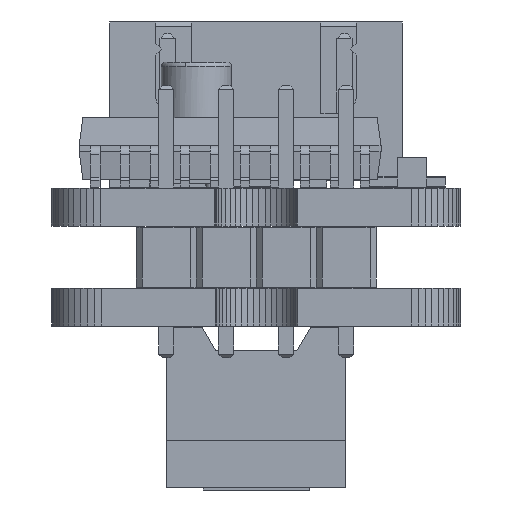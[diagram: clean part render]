
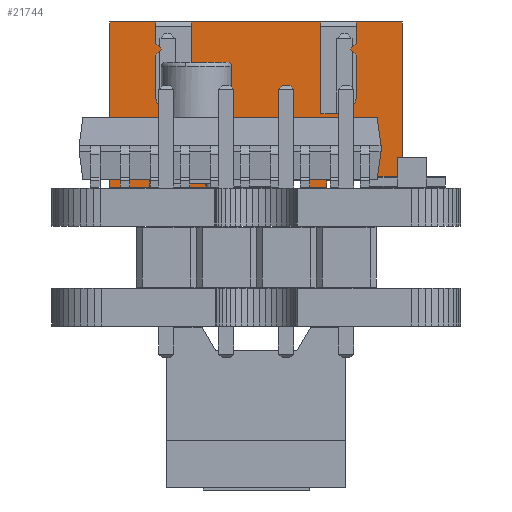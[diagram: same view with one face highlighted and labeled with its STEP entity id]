
A CAD part, left-side view. The second image highlights one B-rep face of the part: STEP entity #21744.
In plain terms, the highlighted face is planar.
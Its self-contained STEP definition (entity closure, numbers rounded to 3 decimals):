
#597=PLANE('',#23360);
#1748=FACE_OUTER_BOUND('',#2962,.T.);
#2962=EDGE_LOOP('',(#16624,#16625,#16626,#16627,#16628,#16629,#16630,#16631,
#16632,#16633,#16634,#16635,#16636,#16637,#16638,#16639,#16640,#16641,#16642,
#16643,#16644,#16645,#16646,#16647,#16648,#16649,#16650,#16651,#16652,#16653,
#16654,#16655,#16656,#16657,#16658,#16659));
#4146=CIRCLE('',#23361,0.75);
#4147=CIRCLE('',#23362,0.75);
#4999=LINE('',#32412,#7675);
#5023=LINE('',#32461,#7699);
#5035=LINE('',#32489,#7711);
#5057=LINE('',#32535,#7733);
#5058=LINE('',#32538,#7734);
#5059=LINE('',#32540,#7735);
#5060=LINE('',#32542,#7736);
#5061=LINE('',#32544,#7737);
#5062=LINE('',#32546,#7738);
#5063=LINE('',#32548,#7739);
#5064=LINE('',#32550,#7740);
#5065=LINE('',#32552,#7741);
#5066=LINE('',#32554,#7742);
#5067=LINE('',#32556,#7743);
#5068=LINE('',#32558,#7744);
#5069=LINE('',#32560,#7745);
#5070=LINE('',#32562,#7746);
#5071=LINE('',#32564,#7747);
#5072=LINE('',#32566,#7748);
#5073=LINE('',#32567,#7749);
#5074=LINE('',#32569,#7750);
#5075=LINE('',#32571,#7751);
#5076=LINE('',#32573,#7752);
#5077=LINE('',#32575,#7753);
#5078=LINE('',#32579,#7754);
#5079=LINE('',#32581,#7755);
#5080=LINE('',#32583,#7756);
#5081=LINE('',#32585,#7757);
#5082=LINE('',#32587,#7758);
#5083=LINE('',#32591,#7759);
#5084=LINE('',#32593,#7760);
#5085=LINE('',#32595,#7761);
#5086=LINE('',#32597,#7762);
#5087=LINE('',#32598,#7763);
#7675=VECTOR('',#26276,1.);
#7699=VECTOR('',#26308,1.);
#7711=VECTOR('',#26332,1.);
#7733=VECTOR('',#26364,1.);
#7734=VECTOR('',#26367,1.);
#7735=VECTOR('',#26368,1.);
#7736=VECTOR('',#26369,1.);
#7737=VECTOR('',#26370,1.);
#7738=VECTOR('',#26371,1.);
#7739=VECTOR('',#26372,1.);
#7740=VECTOR('',#26373,1.);
#7741=VECTOR('',#26374,1.);
#7742=VECTOR('',#26375,1.);
#7743=VECTOR('',#26376,1.);
#7744=VECTOR('',#26377,1.);
#7745=VECTOR('',#26378,1.);
#7746=VECTOR('',#26379,1.);
#7747=VECTOR('',#26380,1.);
#7748=VECTOR('',#26381,1.);
#7749=VECTOR('',#26382,1.);
#7750=VECTOR('',#26383,1.);
#7751=VECTOR('',#26384,1.);
#7752=VECTOR('',#26385,1.);
#7753=VECTOR('',#26386,1.);
#7754=VECTOR('',#26389,1.);
#7755=VECTOR('',#26390,1.);
#7756=VECTOR('',#26391,1.);
#7757=VECTOR('',#26392,1.);
#7758=VECTOR('',#26393,1.);
#7759=VECTOR('',#26396,1.);
#7760=VECTOR('',#26397,1.);
#7761=VECTOR('',#26398,1.);
#7762=VECTOR('',#26399,1.);
#7763=VECTOR('',#26400,1.);
#10260=VERTEX_POINT('',#32400);
#10265=VERTEX_POINT('',#32410);
#10285=VERTEX_POINT('',#32458);
#10286=VERTEX_POINT('',#32460);
#10296=VERTEX_POINT('',#32488);
#10315=VERTEX_POINT('',#32533);
#10316=VERTEX_POINT('',#32537);
#10317=VERTEX_POINT('',#32539);
#10318=VERTEX_POINT('',#32541);
#10319=VERTEX_POINT('',#32543);
#10320=VERTEX_POINT('',#32545);
#10321=VERTEX_POINT('',#32547);
#10322=VERTEX_POINT('',#32549);
#10323=VERTEX_POINT('',#32551);
#10324=VERTEX_POINT('',#32553);
#10325=VERTEX_POINT('',#32555);
#10326=VERTEX_POINT('',#32557);
#10327=VERTEX_POINT('',#32559);
#10328=VERTEX_POINT('',#32561);
#10329=VERTEX_POINT('',#32563);
#10330=VERTEX_POINT('',#32565);
#10331=VERTEX_POINT('',#32568);
#10332=VERTEX_POINT('',#32570);
#10333=VERTEX_POINT('',#32572);
#10334=VERTEX_POINT('',#32574);
#10335=VERTEX_POINT('',#32576);
#10336=VERTEX_POINT('',#32578);
#10337=VERTEX_POINT('',#32580);
#10338=VERTEX_POINT('',#32582);
#10339=VERTEX_POINT('',#32584);
#10340=VERTEX_POINT('',#32586);
#10341=VERTEX_POINT('',#32588);
#10342=VERTEX_POINT('',#32590);
#10343=VERTEX_POINT('',#32592);
#10344=VERTEX_POINT('',#32594);
#10345=VERTEX_POINT('',#32596);
#12568=EDGE_CURVE('',#10260,#10265,#4999,.T.);
#12592=EDGE_CURVE('',#10285,#10286,#5023,.T.);
#12606=EDGE_CURVE('',#10296,#10260,#5035,.T.);
#12630=EDGE_CURVE('',#10315,#10265,#5057,.T.);
#12631=EDGE_CURVE('',#10285,#10316,#5058,.T.);
#12632=EDGE_CURVE('',#10316,#10317,#5059,.T.);
#12633=EDGE_CURVE('',#10317,#10318,#5060,.T.);
#12634=EDGE_CURVE('',#10319,#10318,#5061,.T.);
#12635=EDGE_CURVE('',#10319,#10320,#5062,.T.);
#12636=EDGE_CURVE('',#10320,#10321,#5063,.T.);
#12637=EDGE_CURVE('',#10321,#10322,#5064,.T.);
#12638=EDGE_CURVE('',#10323,#10322,#5065,.T.);
#12639=EDGE_CURVE('',#10323,#10324,#5066,.T.);
#12640=EDGE_CURVE('',#10324,#10325,#5067,.T.);
#12641=EDGE_CURVE('',#10325,#10326,#5068,.T.);
#12642=EDGE_CURVE('',#10327,#10326,#5069,.T.);
#12643=EDGE_CURVE('',#10327,#10328,#5070,.T.);
#12644=EDGE_CURVE('',#10328,#10329,#5071,.T.);
#12645=EDGE_CURVE('',#10329,#10330,#5072,.T.);
#12646=EDGE_CURVE('',#10296,#10330,#5073,.T.);
#12647=EDGE_CURVE('',#10331,#10315,#5074,.T.);
#12648=EDGE_CURVE('',#10332,#10331,#5075,.T.);
#12649=EDGE_CURVE('',#10333,#10332,#5076,.T.);
#12650=EDGE_CURVE('',#10334,#10333,#5077,.T.);
#12651=EDGE_CURVE('',#10335,#10334,#4146,.T.);
#12652=EDGE_CURVE('',#10336,#10335,#5078,.T.);
#12653=EDGE_CURVE('',#10337,#10336,#5079,.T.);
#12654=EDGE_CURVE('',#10338,#10337,#5080,.T.);
#12655=EDGE_CURVE('',#10338,#10339,#5081,.T.);
#12656=EDGE_CURVE('',#10339,#10340,#5082,.T.);
#12657=EDGE_CURVE('',#10340,#10341,#4147,.T.);
#12658=EDGE_CURVE('',#10341,#10342,#5083,.T.);
#12659=EDGE_CURVE('',#10342,#10343,#5084,.T.);
#12660=EDGE_CURVE('',#10343,#10344,#5085,.T.);
#12661=EDGE_CURVE('',#10344,#10345,#5086,.T.);
#12662=EDGE_CURVE('',#10286,#10345,#5087,.T.);
#16624=ORIENTED_EDGE('',*,*,#12631,.T.);
#16625=ORIENTED_EDGE('',*,*,#12632,.T.);
#16626=ORIENTED_EDGE('',*,*,#12633,.T.);
#16627=ORIENTED_EDGE('',*,*,#12634,.F.);
#16628=ORIENTED_EDGE('',*,*,#12635,.T.);
#16629=ORIENTED_EDGE('',*,*,#12636,.T.);
#16630=ORIENTED_EDGE('',*,*,#12637,.T.);
#16631=ORIENTED_EDGE('',*,*,#12638,.F.);
#16632=ORIENTED_EDGE('',*,*,#12639,.T.);
#16633=ORIENTED_EDGE('',*,*,#12640,.T.);
#16634=ORIENTED_EDGE('',*,*,#12641,.T.);
#16635=ORIENTED_EDGE('',*,*,#12642,.F.);
#16636=ORIENTED_EDGE('',*,*,#12643,.T.);
#16637=ORIENTED_EDGE('',*,*,#12644,.T.);
#16638=ORIENTED_EDGE('',*,*,#12645,.T.);
#16639=ORIENTED_EDGE('',*,*,#12646,.F.);
#16640=ORIENTED_EDGE('',*,*,#12606,.T.);
#16641=ORIENTED_EDGE('',*,*,#12568,.T.);
#16642=ORIENTED_EDGE('',*,*,#12630,.F.);
#16643=ORIENTED_EDGE('',*,*,#12647,.F.);
#16644=ORIENTED_EDGE('',*,*,#12648,.F.);
#16645=ORIENTED_EDGE('',*,*,#12649,.F.);
#16646=ORIENTED_EDGE('',*,*,#12650,.F.);
#16647=ORIENTED_EDGE('',*,*,#12651,.F.);
#16648=ORIENTED_EDGE('',*,*,#12652,.F.);
#16649=ORIENTED_EDGE('',*,*,#12653,.F.);
#16650=ORIENTED_EDGE('',*,*,#12654,.F.);
#16651=ORIENTED_EDGE('',*,*,#12655,.T.);
#16652=ORIENTED_EDGE('',*,*,#12656,.T.);
#16653=ORIENTED_EDGE('',*,*,#12657,.T.);
#16654=ORIENTED_EDGE('',*,*,#12658,.T.);
#16655=ORIENTED_EDGE('',*,*,#12659,.T.);
#16656=ORIENTED_EDGE('',*,*,#12660,.T.);
#16657=ORIENTED_EDGE('',*,*,#12661,.T.);
#16658=ORIENTED_EDGE('',*,*,#12662,.F.);
#16659=ORIENTED_EDGE('',*,*,#12592,.F.);
#21744=ADVANCED_FACE('',(#1748),#597,.F.);
#23360=AXIS2_PLACEMENT_3D('',#32536,#26365,#26366);
#23361=AXIS2_PLACEMENT_3D('',#32577,#26387,#26388);
#23362=AXIS2_PLACEMENT_3D('',#32589,#26394,#26395);
#26276=DIRECTION('',(0.,0.,1.));
#26308=DIRECTION('',(0.,0.,1.));
#26332=DIRECTION('',(-1.,0.,0.));
#26364=DIRECTION('',(-1.,0.,0.));
#26365=DIRECTION('center_axis',(0.,-1.,0.));
#26366=DIRECTION('ref_axis',(-1.,0.,0.));
#26367=DIRECTION('',(-1.,0.,0.));
#26368=DIRECTION('',(0.,0.,1.));
#26369=DIRECTION('',(-1.,0.,0.));
#26370=DIRECTION('',(0.,0.,1.));
#26371=DIRECTION('',(-1.,0.,0.));
#26372=DIRECTION('',(0.,0.,1.));
#26373=DIRECTION('',(-1.,0.,0.));
#26374=DIRECTION('',(0.,0.,1.));
#26375=DIRECTION('',(-1.,0.,0.));
#26376=DIRECTION('',(0.,0.,1.));
#26377=DIRECTION('',(-1.,0.,0.));
#26378=DIRECTION('',(0.,0.,1.));
#26379=DIRECTION('',(-1.,0.,0.));
#26380=DIRECTION('',(0.,0.,1.));
#26381=DIRECTION('',(-1.,0.,0.));
#26382=DIRECTION('',(0.,0.,1.));
#26383=DIRECTION('',(0.,0.,1.));
#26384=DIRECTION('',(-0.707,0.,0.707));
#26385=DIRECTION('',(0.707,0.,0.707));
#26386=DIRECTION('',(0.,0.,1.));
#26387=DIRECTION('center_axis',(0.,1.,0.));
#26388=DIRECTION('ref_axis',(0.,0.,1.));
#26389=DIRECTION('',(-1.,0.,0.));
#26390=DIRECTION('',(0.,0.,-1.));
#26391=DIRECTION('',(-1.,0.,0.));
#26392=DIRECTION('',(0.,0.,-1.));
#26393=DIRECTION('',(1.,0.,0.));
#26394=DIRECTION('center_axis',(0.,-1.,0.));
#26395=DIRECTION('ref_axis',(0.,0.,1.));
#26396=DIRECTION('',(0.,0.,1.));
#26397=DIRECTION('',(-0.707,0.,0.707));
#26398=DIRECTION('',(0.707,0.,0.707));
#26399=DIRECTION('',(0.,0.,1.));
#26400=DIRECTION('',(-1.,0.,0.));
#32400=CARTESIAN_POINT('',(-2.45,2.35,0.));
#32410=CARTESIAN_POINT('',(-2.45,2.35,7.));
#32412=CARTESIAN_POINT('',(-2.45,2.35,0.));
#32458=CARTESIAN_POINT('',(9.95,2.35,0.));
#32460=CARTESIAN_POINT('',(9.95,2.35,7.));
#32461=CARTESIAN_POINT('',(9.95,2.35,0.));
#32488=CARTESIAN_POINT('',(-0.75,2.35,0.));
#32489=CARTESIAN_POINT('',(9.95,2.35,0.));
#32533=CARTESIAN_POINT('',(-0.5,2.35,7.));
#32535=CARTESIAN_POINT('',(9.95,2.35,7.));
#32536=CARTESIAN_POINT('Origin',(9.95,2.35,0.));
#32537=CARTESIAN_POINT('',(8.25,2.35,0.));
#32538=CARTESIAN_POINT('',(9.95,2.35,0.));
#32539=CARTESIAN_POINT('',(8.25,2.35,1.));
#32540=CARTESIAN_POINT('',(8.25,2.35,0.));
#32541=CARTESIAN_POINT('',(6.75,2.35,1.));
#32542=CARTESIAN_POINT('',(8.25,2.35,1.));
#32543=CARTESIAN_POINT('',(6.75,2.35,0.));
#32544=CARTESIAN_POINT('',(6.75,2.35,0.));
#32545=CARTESIAN_POINT('',(5.75,2.35,0.));
#32546=CARTESIAN_POINT('',(9.95,2.35,0.));
#32547=CARTESIAN_POINT('',(5.75,2.35,1.));
#32548=CARTESIAN_POINT('',(5.75,2.35,0.));
#32549=CARTESIAN_POINT('',(4.25,2.35,1.));
#32550=CARTESIAN_POINT('',(5.75,2.35,1.));
#32551=CARTESIAN_POINT('',(4.25,2.35,0.));
#32552=CARTESIAN_POINT('',(4.25,2.35,0.));
#32553=CARTESIAN_POINT('',(3.25,2.35,0.));
#32554=CARTESIAN_POINT('',(9.95,2.35,0.));
#32555=CARTESIAN_POINT('',(3.25,2.35,1.));
#32556=CARTESIAN_POINT('',(3.25,2.35,0.));
#32557=CARTESIAN_POINT('',(1.75,2.35,1.));
#32558=CARTESIAN_POINT('',(3.25,2.35,1.));
#32559=CARTESIAN_POINT('',(1.75,2.35,0.));
#32560=CARTESIAN_POINT('',(1.75,2.35,0.));
#32561=CARTESIAN_POINT('',(0.75,2.35,0.));
#32562=CARTESIAN_POINT('',(9.95,2.35,0.));
#32563=CARTESIAN_POINT('',(0.75,2.35,1.));
#32564=CARTESIAN_POINT('',(0.75,2.35,0.));
#32565=CARTESIAN_POINT('',(-0.75,2.35,1.));
#32566=CARTESIAN_POINT('',(0.75,2.35,1.));
#32567=CARTESIAN_POINT('',(-0.75,2.35,0.));
#32568=CARTESIAN_POINT('',(-0.5,2.35,6.1));
#32569=CARTESIAN_POINT('',(-0.5,2.35,6.1));
#32570=CARTESIAN_POINT('',(-0.25,2.35,5.85));
#32571=CARTESIAN_POINT('',(-0.25,2.35,5.85));
#32572=CARTESIAN_POINT('',(-0.5,2.35,5.6));
#32573=CARTESIAN_POINT('',(-0.5,2.35,5.6));
#32574=CARTESIAN_POINT('',(-0.5,2.35,3.85));
#32575=CARTESIAN_POINT('',(-0.5,2.35,3.1));
#32576=CARTESIAN_POINT('',(0.25,2.35,3.1));
#32577=CARTESIAN_POINT('Origin',(0.25,2.35,3.85));
#32578=CARTESIAN_POINT('',(1.,2.35,3.1));
#32579=CARTESIAN_POINT('',(1.,2.35,3.1));
#32580=CARTESIAN_POINT('',(1.,2.35,7.));
#32581=CARTESIAN_POINT('',(1.,2.35,7.));
#32582=CARTESIAN_POINT('',(6.5,2.35,7.));
#32583=CARTESIAN_POINT('',(9.95,2.35,7.));
#32584=CARTESIAN_POINT('',(6.5,2.35,3.1));
#32585=CARTESIAN_POINT('',(6.5,2.35,7.));
#32586=CARTESIAN_POINT('',(7.25,2.35,3.1));
#32587=CARTESIAN_POINT('',(6.5,2.35,3.1));
#32588=CARTESIAN_POINT('',(8.,2.35,3.85));
#32589=CARTESIAN_POINT('Origin',(7.25,2.35,3.85));
#32590=CARTESIAN_POINT('',(8.,2.35,5.6));
#32591=CARTESIAN_POINT('',(8.,2.35,3.1));
#32592=CARTESIAN_POINT('',(7.75,2.35,5.85));
#32593=CARTESIAN_POINT('',(8.,2.35,5.6));
#32594=CARTESIAN_POINT('',(8.,2.35,6.1));
#32595=CARTESIAN_POINT('',(7.75,2.35,5.85));
#32596=CARTESIAN_POINT('',(8.,2.35,7.));
#32597=CARTESIAN_POINT('',(8.,2.35,6.1));
#32598=CARTESIAN_POINT('',(9.95,2.35,7.));
